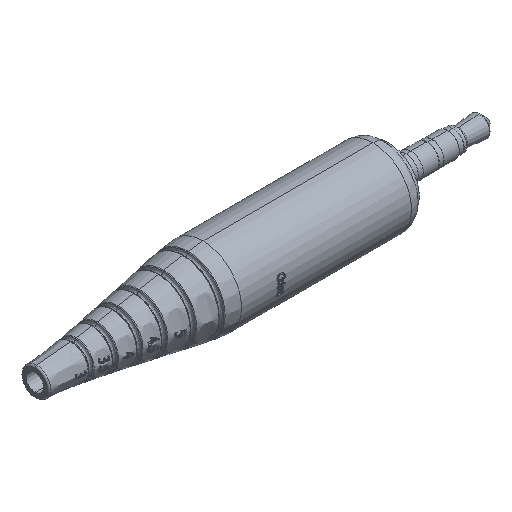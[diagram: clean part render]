
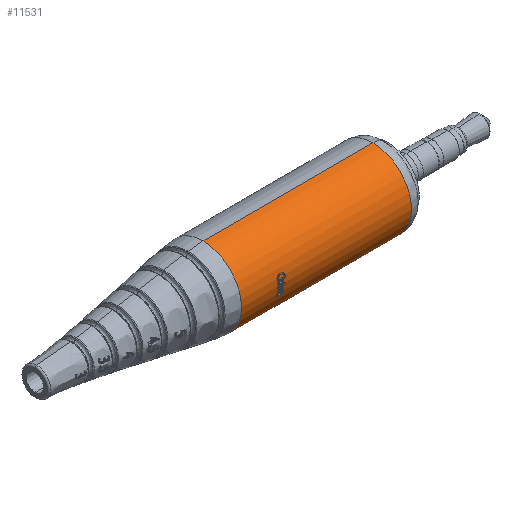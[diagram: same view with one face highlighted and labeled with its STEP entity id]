
A CAD part, isometric view. The second image highlights one B-rep face of the part: STEP entity #11531.
In plain terms, the highlighted cylindrical face has radius 5.5 mm (diameter 11 mm), a partial arc.
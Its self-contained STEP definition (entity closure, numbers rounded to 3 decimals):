
#2864 = LINE ( 'NONE', #4307, #14205 ) ;
#2936 = CARTESIAN_POINT ( 'NONE',  ( 26., 0., 5.5 ) ) ;
#3690 = ORIENTED_EDGE ( 'NONE', *, *, #19833, .T. ) ;
#3693 = DIRECTION ( 'NONE',  ( 0., 0., 1. ) ) ;
#4307 = CARTESIAN_POINT ( 'NONE',  ( 0., 0., -5.5 ) ) ;
#4910 = FACE_OUTER_BOUND ( 'NONE', #19543, .T. ) ;
#6284 = CIRCLE ( 'NONE', #7036, 5.5 ) ;
#6587 = VECTOR ( 'NONE', #18887, 1000. ) ;
#6735 = ORIENTED_EDGE ( 'NONE', *, *, #8959, .F. ) ;
#7024 = EDGE_CURVE ( 'NONE', #16574, #19745, #15065, .T. ) ;
#7036 = AXIS2_PLACEMENT_3D ( 'NONE', #17991, #21569, #12814 ) ;
#7095 = DIRECTION ( 'NONE',  ( -1., 0., 0. ) ) ;
#7264 = CYLINDRICAL_SURFACE ( 'NONE', #10435, 5.5 ) ;
#8959 = EDGE_CURVE ( 'NONE', #17380, #15408, #2864, .T. ) ;
#10435 = AXIS2_PLACEMENT_3D ( 'NONE', #18900, #7095, #12199 ) ;
#11230 = CIRCLE ( 'NONE', #21803, 5.5 ) ;
#11442 = DIRECTION ( 'NONE',  ( -1., 0., 0. ) ) ;
#11531 = ADVANCED_FACE ( 'NONE', ( #4910 ), #7264, .T. ) ;
#12199 = DIRECTION ( 'NONE',  ( 0., 0., 1. ) ) ;
#12814 = DIRECTION ( 'NONE',  ( 0., 0., 1. ) ) ;
#13885 = CARTESIAN_POINT ( 'NONE',  ( 1.719, 0., -5.5 ) ) ;
#13924 = CARTESIAN_POINT ( 'NONE',  ( 0., 0., 5.5 ) ) ;
#14205 = VECTOR ( 'NONE', #11442, 1000. ) ;
#14534 = ORIENTED_EDGE ( 'NONE', *, *, #7024, .T. ) ;
#15065 = LINE ( 'NONE', #13924, #6587 ) ;
#15408 = VERTEX_POINT ( 'NONE', #13885 ) ;
#15737 = ORIENTED_EDGE ( 'NONE', *, *, #17250, .F. ) ;
#16574 = VERTEX_POINT ( 'NONE', #2936 ) ;
#16741 = CARTESIAN_POINT ( 'NONE',  ( 26., 0., -5.5 ) ) ;
#17250 = EDGE_CURVE ( 'NONE', #15408, #19745, #6284, .T. ) ;
#17319 = CARTESIAN_POINT ( 'NONE',  ( 26., 0., 0. ) ) ;
#17380 = VERTEX_POINT ( 'NONE', #16741 ) ;
#17991 = CARTESIAN_POINT ( 'NONE',  ( 1.719, 0., 0. ) ) ;
#18887 = DIRECTION ( 'NONE',  ( -1., 0., 0. ) ) ;
#18899 = DIRECTION ( 'NONE',  ( -1., 0., 0. ) ) ;
#18900 = CARTESIAN_POINT ( 'NONE',  ( 0., 0., 0. ) ) ;
#19543 = EDGE_LOOP ( 'NONE', ( #6735, #3690, #14534, #15737 ) ) ;
#19745 = VERTEX_POINT ( 'NONE', #21116 ) ;
#19833 = EDGE_CURVE ( 'NONE', #17380, #16574, #11230, .T. ) ;
#21116 = CARTESIAN_POINT ( 'NONE',  ( 1.719, 0., 5.5 ) ) ;
#21569 = DIRECTION ( 'NONE',  ( -1., 0., 0. ) ) ;
#21803 = AXIS2_PLACEMENT_3D ( 'NONE', #17319, #18899, #3693 ) ;
